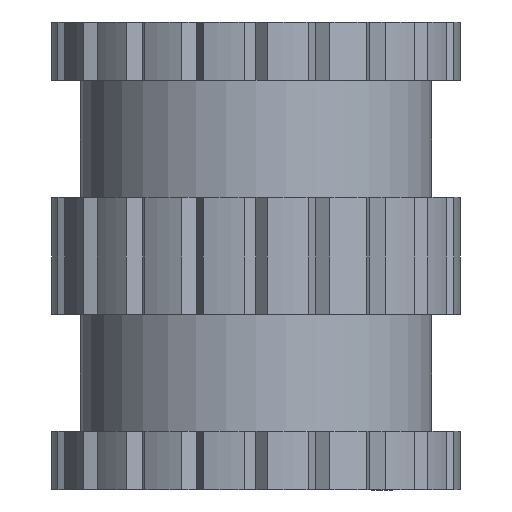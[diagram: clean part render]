
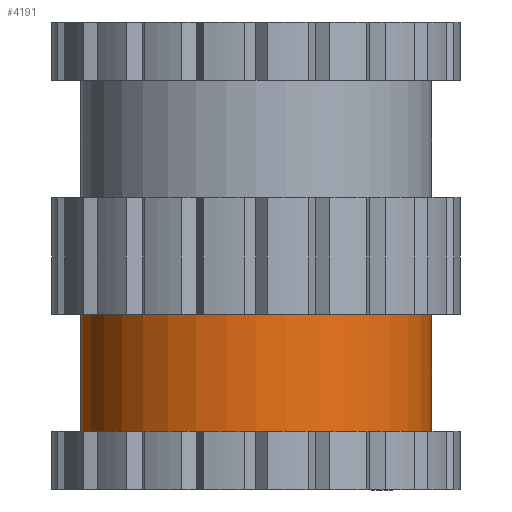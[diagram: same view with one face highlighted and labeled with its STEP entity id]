
A CAD part, front view. The second image highlights one B-rep face of the part: STEP entity #4191.
In plain terms, the highlighted cylindrical face has radius 3 mm (diameter 6 mm), a full revolution.
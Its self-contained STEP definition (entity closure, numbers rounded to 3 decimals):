
#351=FACE_OUTER_BOUND('',#567,.T.);
#567=EDGE_LOOP('',(#3708,#3709,#3710,#3711));
#662=CIRCLE('',#4479,3.);
#704=CIRCLE('',#4542,3.);
#1195=LINE('',#7634,#1637);
#1637=VECTOR('',#5653,3.);
#2047=VERTEX_POINT('',#7566);
#2049=VERTEX_POINT('',#7631);
#2616=EDGE_CURVE('',#2047,#2047,#662,.T.);
#2658=EDGE_CURVE('',#2049,#2049,#704,.T.);
#2659=EDGE_CURVE('',#2049,#2047,#1195,.T.);
#3708=ORIENTED_EDGE('',*,*,#2658,.F.);
#3709=ORIENTED_EDGE('',*,*,#2659,.T.);
#3710=ORIENTED_EDGE('',*,*,#2616,.T.);
#3711=ORIENTED_EDGE('',*,*,#2659,.F.);
#3983=CYLINDRICAL_SURFACE('',#4543,3.);
#4191=ADVANCED_FACE('',(#351),#3983,.T.);
#4479=AXIS2_PLACEMENT_3D('',#7567,#5523,#5524);
#4542=AXIS2_PLACEMENT_3D('',#7632,#5649,#5650);
#4543=AXIS2_PLACEMENT_3D('',#7633,#5651,#5652);
#5523=DIRECTION('center_axis',(0.,0.,-1.));
#5524=DIRECTION('ref_axis',(-1.,0.,0.));
#5649=DIRECTION('center_axis',(0.,0.,-1.));
#5650=DIRECTION('ref_axis',(-1.,0.,0.));
#5651=DIRECTION('center_axis',(0.,0.,1.));
#5652=DIRECTION('ref_axis',(-1.,0.,0.));
#5653=DIRECTION('',(0.,0.,1.));
#7566=CARTESIAN_POINT('',(3.,0.,-5.));
#7567=CARTESIAN_POINT('Origin',(0.,0.,-5.));
#7631=CARTESIAN_POINT('',(3.,0.,-7.));
#7632=CARTESIAN_POINT('Origin',(0.,0.,-7.));
#7633=CARTESIAN_POINT('Origin',(0.,0.,-8.));
#7634=CARTESIAN_POINT('',(3.,0.,-8.));
